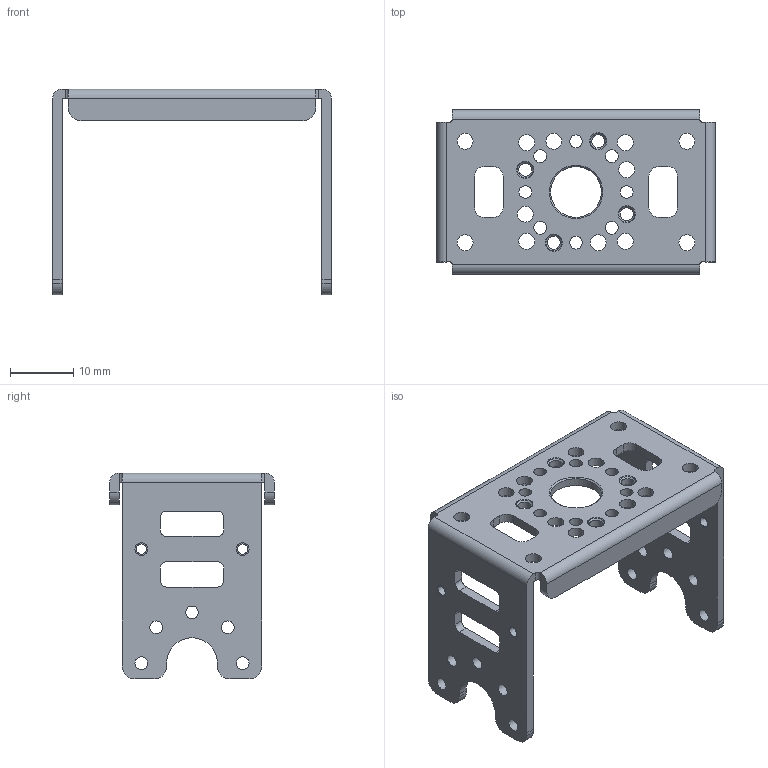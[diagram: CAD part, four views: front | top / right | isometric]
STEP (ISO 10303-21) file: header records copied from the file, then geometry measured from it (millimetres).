
FILE_DESCRIPTION(/* description */ (''),/* implementation_level */ '2;1');
FILE_NAME(/* name */ 'LINK4.stp',/* time_stamp */ '2025-10-15T23:23:23+09:00',/* author */ ('wlgns'),/* organization */ (''),/* preprocessor_version */ 'ST-DEVELOPER v20.1',/* originating_system */ 'Autodesk Inventor 2026',/* authorisation */ '');
FILE_SCHEMA (('AUTOMOTIVE_DESIGN { 1 0 10303 214 3 1 1 }'));
Length unit declared in the file: millimetre
Products named in the file (1): LINK4
Bounding box: 44 x 26 x 32.5 mm (x, y, z)
Volume: 3311.9 mm3; surface area: 5558.3 mm2
Topology: 1 solids, 9 shells, 156 faces, 447 edges, 293 vertices
Faces by surface type: cylinder 97, plane 52, cone 7
Full cylindrical faces by diameter (mm): 1.6 x4, 2 x22, 2.05 x4, 2.5 x16, 8 x1
Entity records: 5562 total; most frequent: DIRECTION 962, CARTESIAN_POINT 897, ORIENTED_EDGE 878, EDGE_CURVE 447, AXIS2_PLACEMENT_3D 358, VERTEX_POINT 293, EDGE_LOOP 246, LINE 246
